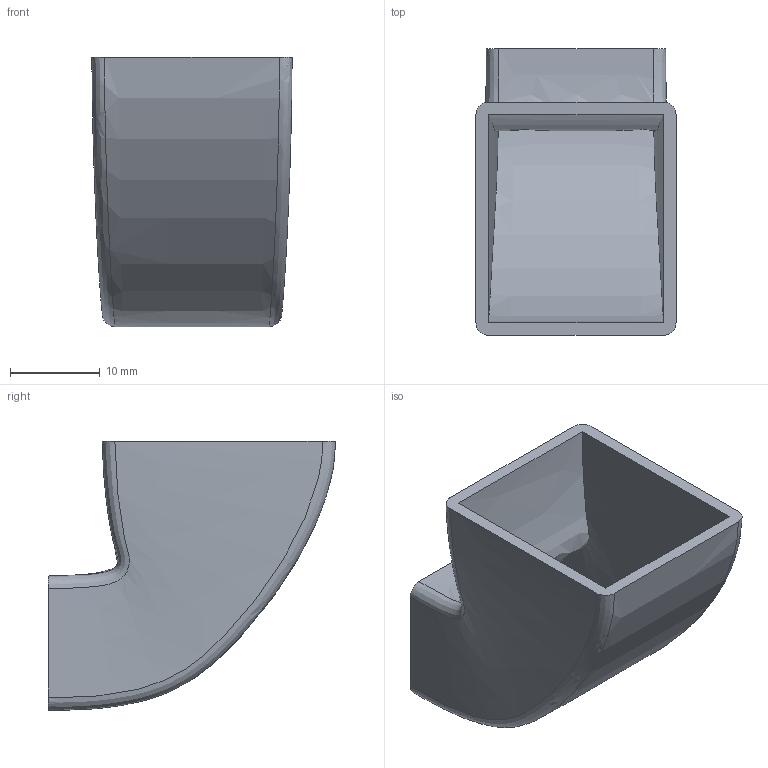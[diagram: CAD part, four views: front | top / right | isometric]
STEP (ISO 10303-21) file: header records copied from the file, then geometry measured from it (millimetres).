
FILE_DESCRIPTION (( 'STEP AP214' ), '1' );
FILE_NAME ('heatsink5015duckSLDPRT.STEP', '2025-02-13T07:10:50', ( '' ), ( '' ), 'SwSTEP 2.0', 'SolidWorks 2024', '' );
FILE_SCHEMA (( 'AUTOMOTIVE_DESIGN' ));
Length unit declared in the file: millimetre
Products named in the file (1): heatsink5015duckSLDPRT
Bounding box: 22.3 x 32 x 30 mm (x, y, z)
Volume: 3560.2 mm3; surface area: 5299.7 mm2
Topology: 1 solids, 1 shells, 14 faces, 36 edges, 24 vertices
Faces by surface type: bspline 12, plane 2
Entity records: 3443 total; most frequent: CARTESIAN_POINT 3143, ORIENTED_EDGE 72, EDGE_CURVE 36, DIRECTION 30, VERTEX_POINT 24, B_SPLINE_CURVE_WITH_KNOTS 20, EDGE_LOOP 16, ADVANCED_FACE 14
